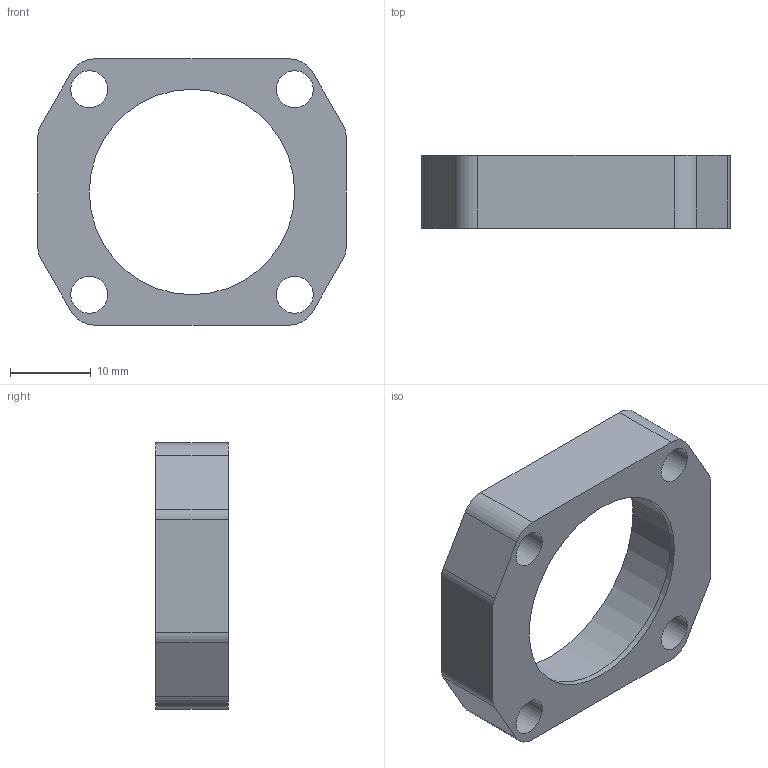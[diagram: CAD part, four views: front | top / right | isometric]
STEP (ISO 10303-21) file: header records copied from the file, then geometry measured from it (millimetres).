
FILE_DESCRIPTION(/* description */ (''),/* implementation_level */ '2;1');
FILE_NAME(/* name */ 'Bearing MountVEX PRO BEARING MOUNT 1.125'''' radial_MIR3.ipt.step',/* time_stamp */ '2020-04-16T23:22:15-04:00',/* author */ ('josefvsp'),/* organization */ (''),/* preprocessor_version */ 'ST-DEVELOPER v17',/* originating_system */ 'Autodesk Inventor 2019',/* authorisation */ '');
FILE_SCHEMA (('AUTOMOTIVE_DESIGN { 1 0 10303 214 3 1 1 }'));
Length unit declared in the file: inch
Products named in the file (1): Bearing MountVEX PRO BEARING MOUNT 1.125'' radial_MIR3
Bounding box: 38.1 x 9.02 x 32.89 mm (x, y, z)
Volume: 4058.4 mm3; surface area: 3640.6 mm2
Topology: 1 solids, 1 shells, 25 faces, 66 edges, 44 vertices
Faces by surface type: cylinder 14, plane 11
Full cylindrical faces by diameter (mm): 4.572 x4, 25.4 x1, 28.956 x1
Entity records: 881 total; most frequent: DIRECTION 146, CARTESIAN_POINT 136, ORIENTED_EDGE 132, EDGE_CURVE 66, AXIS2_PLACEMENT_3D 54, VERTEX_POINT 44, LINE 38, VECTOR 38
